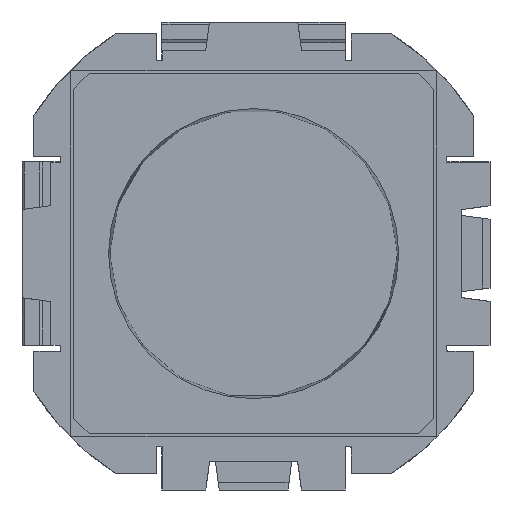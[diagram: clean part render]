
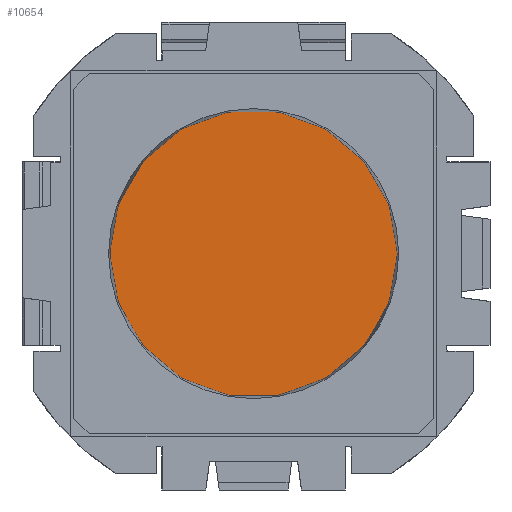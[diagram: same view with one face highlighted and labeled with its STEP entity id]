
A CAD part, front view. The second image highlights one B-rep face of the part: STEP entity #10654.
In plain terms, the highlighted planar face has unit normal (0, -1, 0).
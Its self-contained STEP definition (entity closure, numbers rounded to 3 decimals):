
#683=CIRCLE('',#11420,75.15);
#684=CIRCLE('',#11421,75.15);
#1224=FACE_OUTER_BOUND('',#1787,.T.);
#1787=EDGE_LOOP('',(#9192,#9193));
#4747=VERTEX_POINT('',#20238);
#4748=VERTEX_POINT('',#20239);
#6219=EDGE_CURVE('',#4747,#4748,#683,.T.);
#6221=EDGE_CURVE('',#4748,#4747,#684,.T.);
#9192=ORIENTED_EDGE('',*,*,#6219,.F.);
#9193=ORIENTED_EDGE('',*,*,#6221,.F.);
#9580=PLANE('',#11442);
#10654=ADVANCED_FACE('',(#1224),#9580,.T.);
#11420=AXIS2_PLACEMENT_3D('',#20240,#13872,#13873);
#11421=AXIS2_PLACEMENT_3D('',#20242,#13875,#13876);
#11442=AXIS2_PLACEMENT_3D('',#20275,#13926,#13927);
#13872=DIRECTION('center_axis',(0.,1.,0.));
#13873=DIRECTION('ref_axis',(1.,0.,0.));
#13875=DIRECTION('center_axis',(0.,1.,0.));
#13876=DIRECTION('ref_axis',(1.,0.,0.));
#13926=DIRECTION('center_axis',(0.,-1.,0.));
#13927=DIRECTION('ref_axis',(0.,0.,-1.));
#20238=CARTESIAN_POINT('',(0.,-4.5,75.15));
#20239=CARTESIAN_POINT('',(-75.15,-4.5,0.));
#20240=CARTESIAN_POINT('Origin',(0.,-4.5,0.));
#20242=CARTESIAN_POINT('Origin',(0.,-4.5,0.));
#20275=CARTESIAN_POINT('Origin',(-37.575,-4.5,0.));
